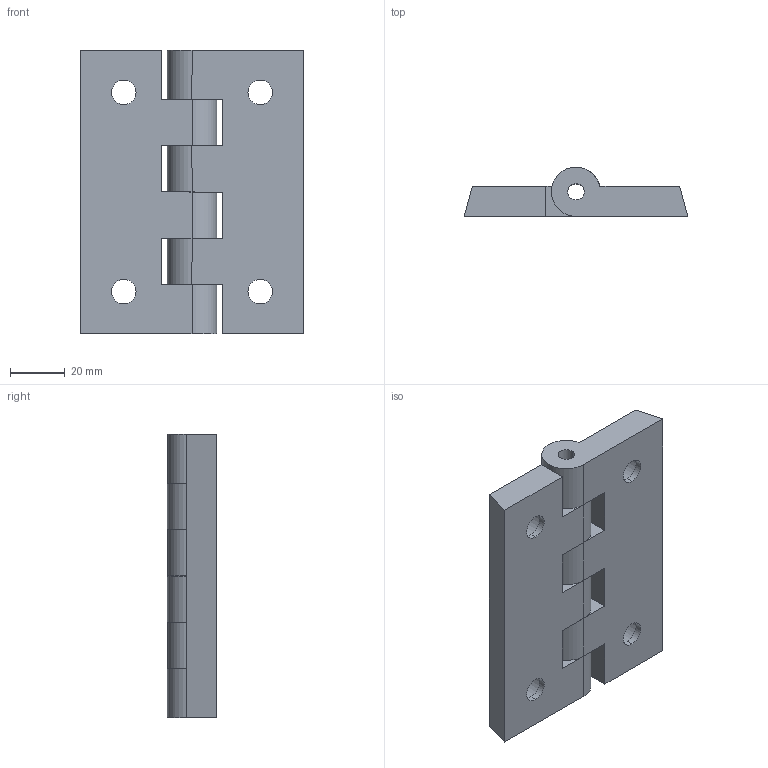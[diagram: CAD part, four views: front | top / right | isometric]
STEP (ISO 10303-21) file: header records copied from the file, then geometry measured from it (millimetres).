
FILE_DESCRIPTION (( 'STEP AP203' ), '1' );
FILE_NAME ('DB50-50.STEP', '2018-03-23T17:04:02', ( 'User2' ), ( '' ), 'SwSTEP 2.0', 'SolidWorks 2007', '' );
FILE_SCHEMA (( 'CONFIG_CONTROL_DESIGN' ));
Length unit declared in the file: millimetre
Products named in the file (2): DB50-50; DB50
Assembly tree (2 placements, depth 2):
  DB50-50
    DB50  x2
Bounding box: 82 x 17.99 x 104 mm (x, y, z)
Volume: 86153.9 mm3; surface area: 28734.6 mm2
Topology: 2 solids, 2 shells, 64 faces, 168 edges, 112 vertices
Faces by surface type: cylinder 34, plane 30
Entity records: 1250 total; most frequent: DIRECTION 192, CARTESIAN_POINT 177, ORIENTED_EDGE 168, EDGE_CURVE 84, AXIS2_PLACEMENT_3D 71, VERTEX_POINT 56, LINE 50, VECTOR 50
